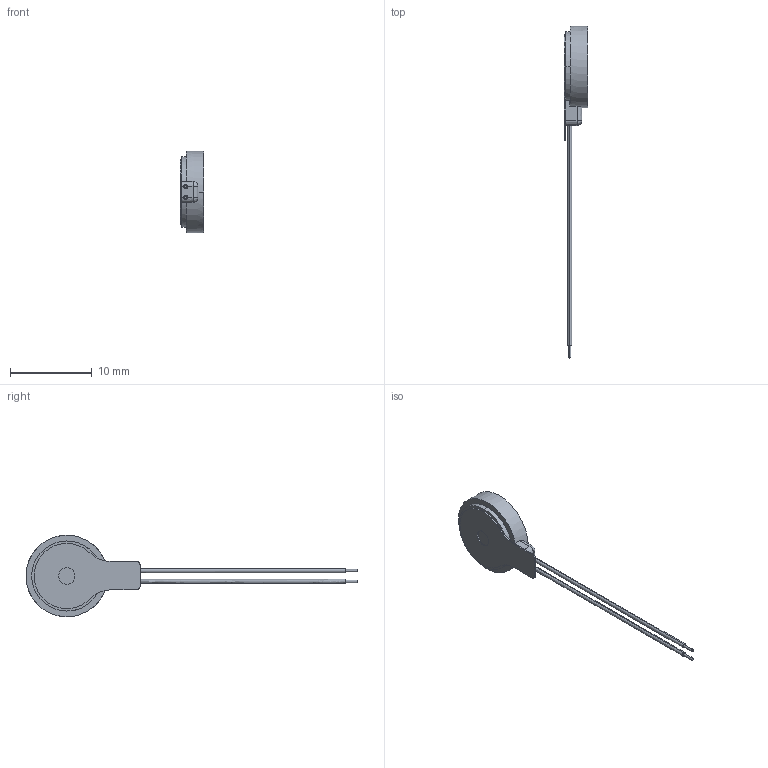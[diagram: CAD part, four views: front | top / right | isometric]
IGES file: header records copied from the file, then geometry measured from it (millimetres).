
Start section:  PTC IGES file: c1026b002f.igs
Global section: file name: c1026b002f.igs; native system: Pro/ENGINEER by Parametric Technology Corporation; preprocessor: 2002180; author: Administrator; organization: Unknown; date: 070906.154705; units: millimetre
Bounding box: 2.85 x 40.7 x 10 mm (x, y, z)
Surface area: 375.4 mm2 (no closed solid volume)
Topology: 0 solids, 0 shells, 46 faces, 228 edges, 228 vertices
Faces by surface type: revolution 27, bspline 19
